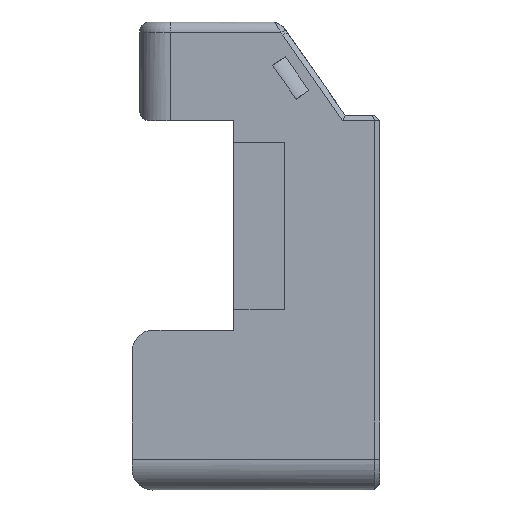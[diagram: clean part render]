
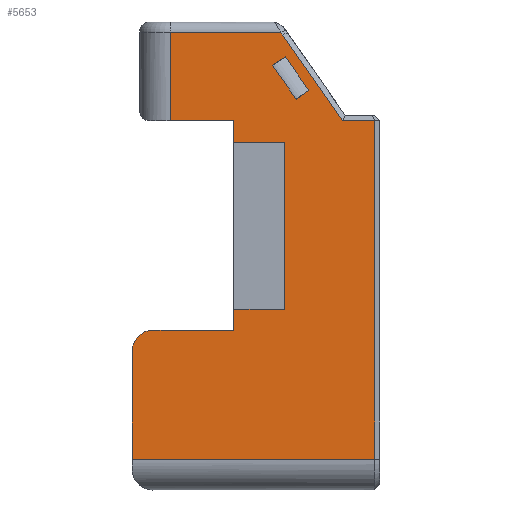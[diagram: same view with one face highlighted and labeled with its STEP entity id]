
A CAD part, left-side view. The second image highlights one B-rep face of the part: STEP entity #5653.
In plain terms, the highlighted face is planar.
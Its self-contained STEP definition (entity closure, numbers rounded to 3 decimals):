
#74=FACE_BOUND('',#703,.T.);
#104=B_SPLINE_CURVE_WITH_KNOTS('',3,(#8629,#8630,#8631,#8632),
 .UNSPECIFIED.,.F.,.F.,(4,4),(1.289,1.571),
 .UNSPECIFIED.);
#167=PLANE('',#5996);
#397=FACE_OUTER_BOUND('',#702,.T.);
#702=EDGE_LOOP('',(#4262,#4263,#4264,#4265,#4266,#4267,#4268,#4269,#4270,
#4271,#4272,#4273,#4274,#4275,#4276,#4277));
#703=EDGE_LOOP('',(#4278,#4279,#4280,#4281));
#983=CIRCLE('',#5997,2.);
#1133=LINE('',#8020,#1802);
#1135=LINE('',#8026,#1804);
#1137=LINE('',#8032,#1806);
#1139=LINE('',#8036,#1808);
#1316=LINE('',#8585,#1985);
#1320=LINE('',#8592,#1989);
#1322=LINE('',#8642,#1991);
#1328=LINE('',#8664,#1997);
#1329=LINE('',#8666,#1998);
#1330=LINE('',#8668,#1999);
#1331=LINE('',#8670,#2000);
#1332=LINE('',#8672,#2001);
#1333=LINE('',#8674,#2002);
#1334=LINE('',#8676,#2003);
#1335=LINE('',#8678,#2004);
#1336=LINE('',#8682,#2005);
#1337=LINE('',#8684,#2006);
#1338=LINE('',#8685,#2007);
#1802=VECTOR('',#6422,10.);
#1804=VECTOR('',#6428,10.);
#1806=VECTOR('',#6434,10.);
#1808=VECTOR('',#6440,10.);
#1985=VECTOR('',#6745,10.);
#1989=VECTOR('',#6751,10.);
#1991=VECTOR('',#6757,10.);
#1997=VECTOR('',#6783,10.);
#1998=VECTOR('',#6784,10.);
#1999=VECTOR('',#6785,10.);
#2000=VECTOR('',#6786,10.);
#2001=VECTOR('',#6787,10.);
#2002=VECTOR('',#6788,10.);
#2003=VECTOR('',#6789,10.);
#2004=VECTOR('',#6790,10.);
#2005=VECTOR('',#6793,10.);
#2006=VECTOR('',#6794,10.);
#2007=VECTOR('',#6795,10.);
#2475=VERTEX_POINT('',#8017);
#2476=VERTEX_POINT('',#8019);
#2478=VERTEX_POINT('',#8025);
#2480=VERTEX_POINT('',#8031);
#2627=VERTEX_POINT('',#8420);
#2643=VERTEX_POINT('',#8580);
#2644=VERTEX_POINT('',#8584);
#2646=VERTEX_POINT('',#8590);
#2648=VERTEX_POINT('',#8640);
#2654=VERTEX_POINT('',#8663);
#2655=VERTEX_POINT('',#8665);
#2656=VERTEX_POINT('',#8667);
#2657=VERTEX_POINT('',#8669);
#2658=VERTEX_POINT('',#8671);
#2659=VERTEX_POINT('',#8673);
#2660=VERTEX_POINT('',#8675);
#2661=VERTEX_POINT('',#8677);
#2662=VERTEX_POINT('',#8679);
#2663=VERTEX_POINT('',#8681);
#2664=VERTEX_POINT('',#8683);
#3030=EDGE_CURVE('',#2476,#2475,#1133,.T.);
#3033=EDGE_CURVE('',#2478,#2476,#1135,.T.);
#3036=EDGE_CURVE('',#2480,#2478,#1137,.T.);
#3039=EDGE_CURVE('',#2475,#2480,#1139,.T.);
#3251=EDGE_CURVE('',#2644,#2643,#1316,.T.);
#3255=EDGE_CURVE('',#2646,#2644,#1320,.T.);
#3257=EDGE_CURVE('',#2627,#2646,#104,.T.);
#3261=EDGE_CURVE('',#2648,#2627,#1322,.T.);
#3271=EDGE_CURVE('',#2654,#2648,#1328,.T.);
#3272=EDGE_CURVE('',#2655,#2654,#1329,.T.);
#3273=EDGE_CURVE('',#2656,#2655,#1330,.T.);
#3274=EDGE_CURVE('',#2657,#2656,#1331,.T.);
#3275=EDGE_CURVE('',#2658,#2657,#1332,.T.);
#3276=EDGE_CURVE('',#2659,#2658,#1333,.T.);
#3277=EDGE_CURVE('',#2660,#2659,#1334,.T.);
#3278=EDGE_CURVE('',#2661,#2660,#1335,.T.);
#3279=EDGE_CURVE('',#2662,#2661,#983,.T.);
#3280=EDGE_CURVE('',#2663,#2662,#1336,.T.);
#3281=EDGE_CURVE('',#2664,#2663,#1337,.T.);
#3282=EDGE_CURVE('',#2643,#2664,#1338,.T.);
#4262=ORIENTED_EDGE('',*,*,#3257,.F.);
#4263=ORIENTED_EDGE('',*,*,#3261,.F.);
#4264=ORIENTED_EDGE('',*,*,#3271,.F.);
#4265=ORIENTED_EDGE('',*,*,#3272,.F.);
#4266=ORIENTED_EDGE('',*,*,#3273,.F.);
#4267=ORIENTED_EDGE('',*,*,#3274,.F.);
#4268=ORIENTED_EDGE('',*,*,#3275,.F.);
#4269=ORIENTED_EDGE('',*,*,#3276,.F.);
#4270=ORIENTED_EDGE('',*,*,#3277,.F.);
#4271=ORIENTED_EDGE('',*,*,#3278,.F.);
#4272=ORIENTED_EDGE('',*,*,#3279,.F.);
#4273=ORIENTED_EDGE('',*,*,#3280,.F.);
#4274=ORIENTED_EDGE('',*,*,#3281,.F.);
#4275=ORIENTED_EDGE('',*,*,#3282,.F.);
#4276=ORIENTED_EDGE('',*,*,#3251,.F.);
#4277=ORIENTED_EDGE('',*,*,#3255,.F.);
#4278=ORIENTED_EDGE('',*,*,#3036,.T.);
#4279=ORIENTED_EDGE('',*,*,#3033,.T.);
#4280=ORIENTED_EDGE('',*,*,#3030,.T.);
#4281=ORIENTED_EDGE('',*,*,#3039,.T.);
#5653=ADVANCED_FACE('',(#397,#74),#167,.F.);
#5996=AXIS2_PLACEMENT_3D('',#8662,#6781,#6782);
#5997=AXIS2_PLACEMENT_3D('',#8680,#6791,#6792);
#6422=DIRECTION('',(-0.574,0.,0.819));
#6428=DIRECTION('',(-0.819,0.,-0.574));
#6434=DIRECTION('',(0.574,0.,-0.819));
#6440=DIRECTION('',(0.819,0.,0.574));
#6745=DIRECTION('',(1.,0.,0.));
#6751=DIRECTION('',(0.574,0.,-0.819));
#6757=DIRECTION('',(1.,0.,0.));
#6781=DIRECTION('center_axis',(0.,1.,0.));
#6782=DIRECTION('ref_axis',(1.,0.,0.));
#6783=DIRECTION('',(0.,0.,1.));
#6784=DIRECTION('',(-1.,0.,0.));
#6785=DIRECTION('',(0.,0.,1.));
#6786=DIRECTION('',(-1.,0.,0.));
#6787=DIRECTION('',(0.,0.,1.));
#6788=DIRECTION('',(1.,0.,0.));
#6789=DIRECTION('',(0.,0.,1.));
#6790=DIRECTION('',(1.,0.,0.));
#6791=DIRECTION('center_axis',(0.,1.,0.));
#6792=DIRECTION('ref_axis',(-1.,0.,0.));
#6793=DIRECTION('',(0.,0.,1.));
#6794=DIRECTION('',(-1.,0.,0.));
#6795=DIRECTION('',(0.,0.,-1.));
#8017=CARTESIAN_POINT('',(-59.175,106.942,28.349));
#8019=CARTESIAN_POINT('',(-56.881,106.942,25.073));
#8020=CARTESIAN_POINT('',(-58.028,106.942,26.711));
#8025=CARTESIAN_POINT('',(-55.652,106.942,25.933));
#8026=CARTESIAN_POINT('',(-62.593,106.942,21.073));
#8031=CARTESIAN_POINT('',(-57.946,106.942,29.21));
#8032=CARTESIAN_POINT('',(-56.799,106.942,27.571));
#8036=CARTESIAN_POINT('',(-64.888,106.942,24.349));
#8420=CARTESIAN_POINT('',(-58.372,106.942,31.564));
#8580=CARTESIAN_POINT('',(-49.279,106.942,23.017));
#8584=CARTESIAN_POINT('',(-52.389,106.942,23.017));
#8585=CARTESIAN_POINT('',(-54.204,106.942,23.017));
#8590=CARTESIAN_POINT('',(-58.173,106.942,31.277));
#8592=CARTESIAN_POINT('',(-49.724,106.942,19.211));
#8629=CARTESIAN_POINT('Ctrl Pts',(-58.372,106.942,31.564));
#8630=CARTESIAN_POINT('Ctrl Pts',(-58.305,106.942,31.464));
#8631=CARTESIAN_POINT('Ctrl Pts',(-58.239,106.942,31.371));
#8632=CARTESIAN_POINT('Ctrl Pts',(-58.173,106.942,31.277));
#8640=CARTESIAN_POINT('',(-69.079,106.942,31.564));
#8642=CARTESIAN_POINT('',(-64.179,106.942,31.564));
#8662=CARTESIAN_POINT('Origin',(-56.279,106.942,-5.333));
#8663=CARTESIAN_POINT('',(-69.079,106.942,22.964));
#8664=CARTESIAN_POINT('',(-69.079,106.942,9.315));
#8665=CARTESIAN_POINT('',(-62.929,106.942,22.964));
#8666=CARTESIAN_POINT('',(-71.079,106.942,22.964));
#8667=CARTESIAN_POINT('',(-62.929,106.942,20.914));
#8668=CARTESIAN_POINT('',(-62.929,106.942,2.864));
#8669=CARTESIAN_POINT('',(-58.029,106.942,20.914));
#8670=CARTESIAN_POINT('',(-57.154,106.942,20.914));
#8671=CARTESIAN_POINT('',(-58.029,106.942,4.714));
#8672=CARTESIAN_POINT('',(-58.029,106.942,-0.31));
#8673=CARTESIAN_POINT('',(-62.929,106.942,4.714));
#8674=CARTESIAN_POINT('',(-59.604,106.942,4.714));
#8675=CARTESIAN_POINT('',(-62.929,106.942,2.664));
#8676=CARTESIAN_POINT('',(-62.929,106.942,2.864));
#8677=CARTESIAN_POINT('',(-70.779,106.942,2.664));
#8678=CARTESIAN_POINT('',(-62.929,106.942,2.664));
#8679=CARTESIAN_POINT('',(-72.779,106.942,0.664));
#8680=CARTESIAN_POINT('Origin',(-70.779,106.942,0.664));
#8681=CARTESIAN_POINT('',(-72.779,106.942,-9.833));
#8682=CARTESIAN_POINT('',(-72.779,106.942,0.664));
#8683=CARTESIAN_POINT('',(-49.279,106.942,-9.833));
#8684=CARTESIAN_POINT('',(-52.529,106.942,-9.833));
#8685=CARTESIAN_POINT('',(-49.279,106.942,13.615));
